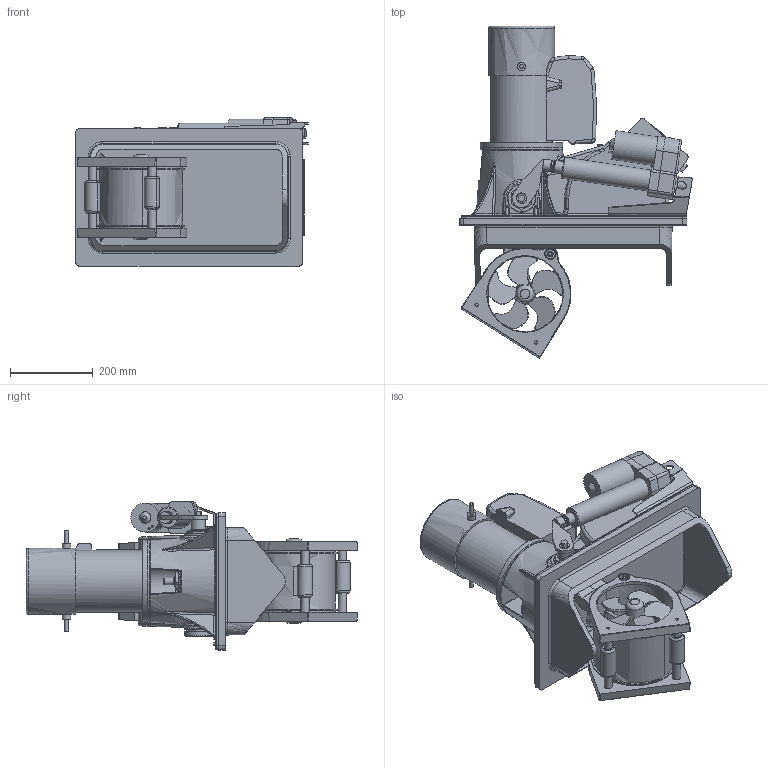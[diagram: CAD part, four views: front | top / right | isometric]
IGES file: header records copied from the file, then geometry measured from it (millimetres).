
Global section: file name: SRV100-185T (24V) OUT; native system: Autodesk Inventor 2015; preprocessor: unknown; author: Elvira H.; date: 20160120.105508; units: millimetre
Bounding box: 563.54 x 803.68 x 359 mm (x, y, z)
Volume: 32194292.7 mm3; surface area: 1988330.3 mm2
Topology: 4 solids, 4 shells, 2400 faces, 6107 edges, 3724 vertices
Faces by surface type: bspline 2400
